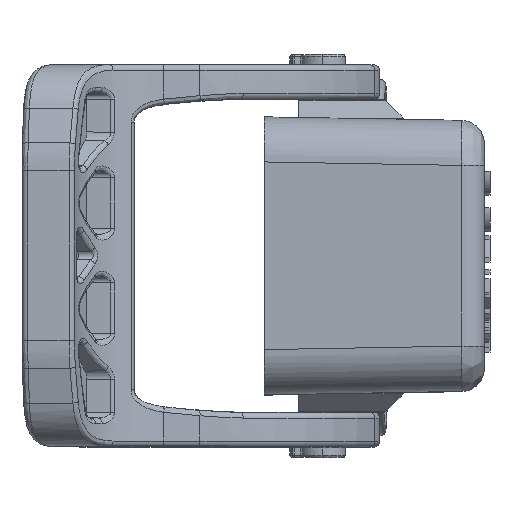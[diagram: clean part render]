
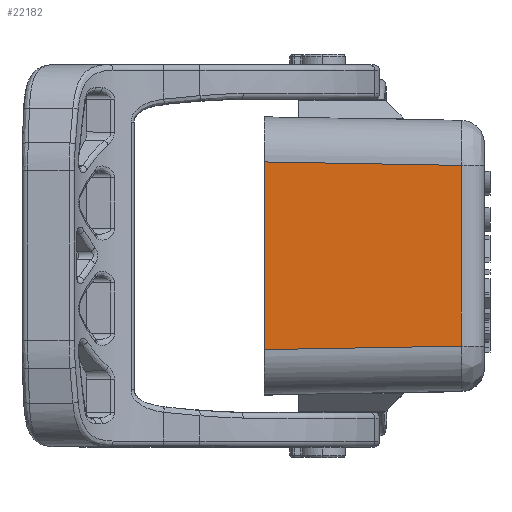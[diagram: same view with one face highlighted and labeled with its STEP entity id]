
A CAD part, top view. The second image highlights one B-rep face of the part: STEP entity #22182.
In plain terms, the highlighted planar face has unit normal (0.018, 0, 1).
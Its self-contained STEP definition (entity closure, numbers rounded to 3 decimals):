
#4758=DIRECTION('',(1.,0.017,-0.017));
#4759=VECTOR('',#4758,17.142);
#4760=CARTESIAN_POINT('',(-19.732,-8.149,
12.072));
#4761=LINE('',#4760,#4759);
#4762=DIRECTION('',(-1.,0.017,0.017));
#4763=VECTOR('',#4762,17.142);
#4764=CARTESIAN_POINT('',(-2.595,7.85,11.773));
#4765=LINE('',#4764,#4763);
#4775=CARTESIAN_POINT('',(-2.595,-7.85,
11.773));
#4838=DIRECTION('',(0.,-1.,0.));
#4839=VECTOR('',#4838,15.7);
#4840=CARTESIAN_POINT('',(-2.595,7.85,11.773));
#4841=LINE('',#4840,#4839);
#5649=CARTESIAN_POINT('',(-19.732,-8.149,12.072));
#5687=DIRECTION('',(0.,1.,0.));
#5688=VECTOR('',#5687,16.298);
#5689=CARTESIAN_POINT('',(-19.732,-8.149,
12.072));
#5690=LINE('',#5689,#5688);
#11980=CARTESIAN_POINT('',(-2.595,7.85,
11.773));
#11981=CARTESIAN_POINT('',(-19.732,8.149,
12.072));
#11982=VERTEX_POINT('',#11980);
#11983=VERTEX_POINT('',#11981);
#12396=VERTEX_POINT('',#5649);
#12414=VERTEX_POINT('',#4775);
#22168=CARTESIAN_POINT('',(-19.732,13.542,12.072));
#22169=DIRECTION('',(0.017,0.,1.));
#22170=DIRECTION('',(-1.,0.,0.017));
#22171=AXIS2_PLACEMENT_3D('',#22168,#22169,#22170);
#22172=PLANE('',#22171);
#22174=ORIENTED_EDGE('',*,*,#22173,.F.);
#22176=ORIENTED_EDGE('',*,*,#22175,.T.);
#22177=ORIENTED_EDGE('',*,*,#22158,.F.);
#22179=ORIENTED_EDGE('',*,*,#22178,.T.);
#22180=EDGE_LOOP('',(#22174,#22176,#22177,#22179));
#22181=FACE_OUTER_BOUND('',#22180,.F.);
#22182=ADVANCED_FACE('',(#22181),#22172,.T.);
#22158=EDGE_CURVE('',#11982,#11983,#4765,.T.);
#22173=EDGE_CURVE('',#12396,#12414,#4761,.T.);
#22175=EDGE_CURVE('',#12396,#11983,#5690,.T.);
#22178=EDGE_CURVE('',#11982,#12414,#4841,.T.);
